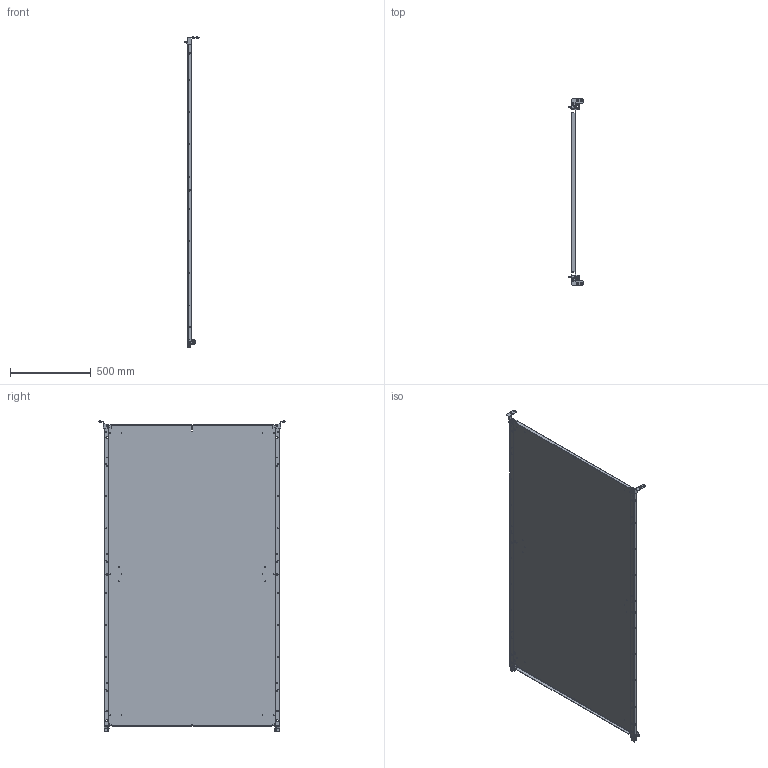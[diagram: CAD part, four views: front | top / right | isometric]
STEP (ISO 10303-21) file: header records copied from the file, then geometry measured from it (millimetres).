
FILE_DESCRIPTION(('CATIA V5 STEP Exchange'),'2;1');
FILE_NAME('EA2013.stp','2014-08-29T09:20:25+00:00',('none'),('none'),'CATIA Version 5 Release 20 SP 6 (IN-10)','CATIA V5 STEP AP203','none');
FILE_SCHEMA(('CONFIG_CONTROL_DESIGN'));
Length unit declared in the file: millimetre
Products named in the file (3): Assieme_piastra_2000x1200_IS2; Assieme_squadretta_dx_piastra_IS2; Assieme_squadretta_sx_piastra_IS2
Assembly tree (19 placements, depth 3):
  Assieme_piastra_2000x1200_IS2
    #58
    Assieme_squadretta_dx_piastra_IS2
      #15139
      #16494  x2
      #17368
    Assieme_squadretta_sx_piastra_IS2
      #18072
      #16494  x2
      #17368
    #19661  x2
    #26186  x2
    #26848  x2
    #27032  x2
Bounding box: 87.5 x 1157.59 x 1936.22 mm (x, y, z)
Volume: 5754712.8 mm3; surface area: 4598797.8 mm2
Topology: 17 solids, 17 shells, 1118 faces, 2807 edges, 1700 vertices
Faces by surface type: cylinder 560, plane 352, cone 52, sphere 50, torus 48, bspline 48, revolution 8
Entity records: 27559 total; most frequent: CARTESIAN_POINT 9504, ORIENTED_EDGE 3958, DIRECTION 2945, EDGE_CURVE 1979, AXIS2_PLACEMENT_3D 1282, VERTEX_POINT 1241, EDGE_LOOP 996, VECTOR 945
